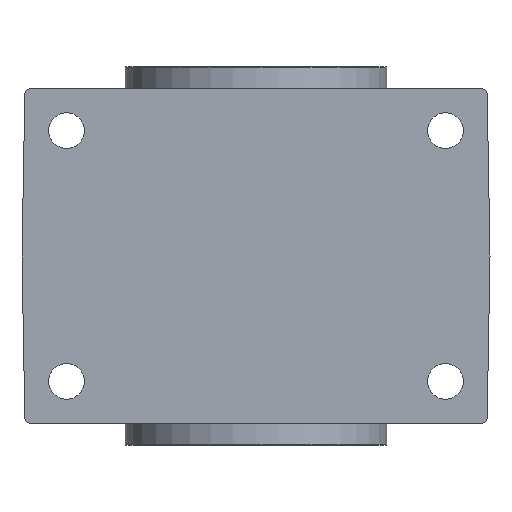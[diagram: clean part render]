
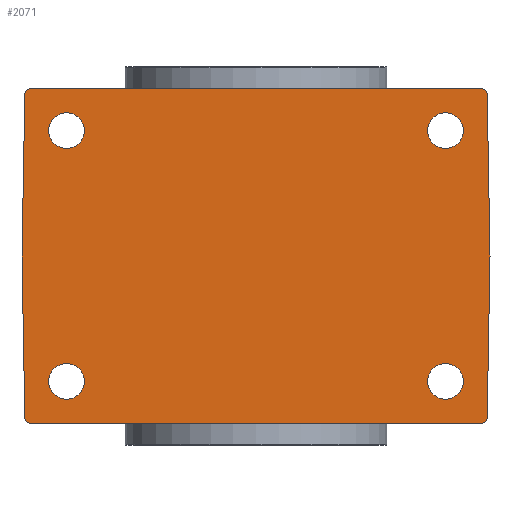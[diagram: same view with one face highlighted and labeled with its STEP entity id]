
A CAD part, front view. The second image highlights one B-rep face of the part: STEP entity #2071.
In plain terms, the highlighted face is planar.
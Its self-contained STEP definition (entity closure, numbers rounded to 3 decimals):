
#76=FACE_BOUND('',#387,.T.);
#77=FACE_BOUND('',#388,.T.);
#78=FACE_BOUND('',#389,.T.);
#79=FACE_BOUND('',#390,.T.);
#118=PLANE('',#2388);
#246=FACE_OUTER_BOUND('',#386,.T.);
#386=EDGE_LOOP('',(#1767,#1768,#1769,#1770,#1771,#1772,#1773,#1774,#1775,
#1776));
#387=EDGE_LOOP('',(#1777));
#388=EDGE_LOOP('',(#1778));
#389=EDGE_LOOP('',(#1779));
#390=EDGE_LOOP('',(#1780));
#478=LINE('',#3614,#594);
#482=LINE('',#3622,#598);
#487=LINE('',#3632,#603);
#492=LINE('',#3692,#608);
#496=LINE('',#3751,#612);
#501=LINE('',#3805,#617);
#594=VECTOR('',#2620,1000.);
#598=VECTOR('',#2626,1000.);
#603=VECTOR('',#2633,1000.);
#608=VECTOR('',#2640,1000.);
#612=VECTOR('',#2646,1000.);
#617=VECTOR('',#2653,1000.);
#734=CIRCLE('',#2247,3.2);
#736=CIRCLE('',#2250,3.2);
#738=CIRCLE('',#2253,3.2);
#740=CIRCLE('',#2256,3.2);
#742=CIRCLE('',#2265,1.);
#744=CIRCLE('',#2268,1.);
#746=CIRCLE('',#2271,1.);
#748=CIRCLE('',#2274,1.);
#890=VERTEX_POINT('',#3586);
#892=VERTEX_POINT('',#3592);
#894=VERTEX_POINT('',#3598);
#896=VERTEX_POINT('',#3604);
#899=VERTEX_POINT('',#3611);
#900=VERTEX_POINT('',#3613);
#902=VERTEX_POINT('',#3620);
#903=VERTEX_POINT('',#3621);
#906=VERTEX_POINT('',#3630);
#907=VERTEX_POINT('',#3631);
#912=VERTEX_POINT('',#3691);
#916=VERTEX_POINT('',#3749);
#917=VERTEX_POINT('',#3750);
#922=VERTEX_POINT('',#3804);
#1080=EDGE_CURVE('',#890,#890,#734,.T.);
#1083=EDGE_CURVE('',#892,#892,#736,.T.);
#1086=EDGE_CURVE('',#894,#894,#738,.T.);
#1089=EDGE_CURVE('',#896,#896,#740,.T.);
#1093=EDGE_CURVE('',#899,#900,#478,.T.);
#1097=EDGE_CURVE('',#902,#903,#482,.T.);
#1102=EDGE_CURVE('',#906,#907,#487,.T.);
#1108=EDGE_CURVE('',#907,#912,#492,.T.);
#1113=EDGE_CURVE('',#916,#917,#496,.T.);
#1119=EDGE_CURVE('',#922,#916,#501,.T.);
#1124=EDGE_CURVE('',#906,#903,#742,.T.);
#1126=EDGE_CURVE('',#902,#917,#744,.T.);
#1128=EDGE_CURVE('',#922,#899,#746,.T.);
#1130=EDGE_CURVE('',#900,#912,#748,.T.);
#1767=ORIENTED_EDGE('',*,*,#1097,.T.);
#1768=ORIENTED_EDGE('',*,*,#1124,.F.);
#1769=ORIENTED_EDGE('',*,*,#1102,.T.);
#1770=ORIENTED_EDGE('',*,*,#1108,.T.);
#1771=ORIENTED_EDGE('',*,*,#1130,.F.);
#1772=ORIENTED_EDGE('',*,*,#1093,.F.);
#1773=ORIENTED_EDGE('',*,*,#1128,.F.);
#1774=ORIENTED_EDGE('',*,*,#1119,.T.);
#1775=ORIENTED_EDGE('',*,*,#1113,.T.);
#1776=ORIENTED_EDGE('',*,*,#1126,.F.);
#1777=ORIENTED_EDGE('',*,*,#1080,.T.);
#1778=ORIENTED_EDGE('',*,*,#1083,.T.);
#1779=ORIENTED_EDGE('',*,*,#1086,.T.);
#1780=ORIENTED_EDGE('',*,*,#1089,.T.);
#2071=ADVANCED_FACE('',(#246,#76,#77,#78,#79),#118,.T.);
#2247=AXIS2_PLACEMENT_3D('',#3587,#2591,#2592);
#2250=AXIS2_PLACEMENT_3D('',#3593,#2598,#2599);
#2253=AXIS2_PLACEMENT_3D('',#3599,#2605,#2606);
#2256=AXIS2_PLACEMENT_3D('',#3605,#2612,#2613);
#2265=AXIS2_PLACEMENT_3D('',#3856,#2659,#2660);
#2268=AXIS2_PLACEMENT_3D('',#3859,#2665,#2666);
#2271=AXIS2_PLACEMENT_3D('',#3862,#2671,#2672);
#2274=AXIS2_PLACEMENT_3D('',#3865,#2677,#2678);
#2388=AXIS2_PLACEMENT_3D('',#4814,#2955,#2956);
#2591=DIRECTION('center_axis',(0.,0.,-1.));
#2592=DIRECTION('ref_axis',(1.,0.,0.));
#2598=DIRECTION('center_axis',(0.,0.,-1.));
#2599=DIRECTION('ref_axis',(1.,0.,0.));
#2605=DIRECTION('center_axis',(0.,0.,-1.));
#2606=DIRECTION('ref_axis',(1.,0.,0.));
#2612=DIRECTION('center_axis',(0.,0.,-1.));
#2613=DIRECTION('ref_axis',(1.,0.,0.));
#2620=DIRECTION('',(1.,0.,0.));
#2626=DIRECTION('',(1.,0.,0.));
#2633=DIRECTION('',(0.017,1.,0.));
#2640=DIRECTION('',(-0.017,1.,0.));
#2646=DIRECTION('',(0.017,-1.,0.));
#2653=DIRECTION('',(-0.017,-1.,0.));
#2659=DIRECTION('center_axis',(0.,0.,-1.));
#2660=DIRECTION('ref_axis',(1.,0.,0.));
#2665=DIRECTION('center_axis',(0.,0.,-1.));
#2666=DIRECTION('ref_axis',(1.,0.,0.));
#2671=DIRECTION('center_axis',(0.,0.,-1.));
#2672=DIRECTION('ref_axis',(1.,0.,0.));
#2677=DIRECTION('center_axis',(0.,0.,-1.));
#2678=DIRECTION('ref_axis',(1.,0.,0.));
#2955=DIRECTION('center_axis',(0.,0.,1.));
#2956=DIRECTION('ref_axis',(1.,0.,0.));
#3586=CARTESIAN_POINT('',(37.2,-22.5,3.5));
#3587=CARTESIAN_POINT('Origin',(34.,-22.5,3.5));
#3592=CARTESIAN_POINT('',(37.2,22.5,3.5));
#3593=CARTESIAN_POINT('Origin',(34.,22.5,3.5));
#3598=CARTESIAN_POINT('',(-30.8,22.5,3.5));
#3599=CARTESIAN_POINT('Origin',(-34.,22.5,3.5));
#3604=CARTESIAN_POINT('',(-30.8,-22.5,3.5));
#3605=CARTESIAN_POINT('Origin',(-34.,-22.5,3.5));
#3611=CARTESIAN_POINT('',(-40.484,30.,3.5));
#3613=CARTESIAN_POINT('',(40.484,30.,3.5));
#3614=CARTESIAN_POINT('',(0.,30.,3.5));
#3620=CARTESIAN_POINT('',(-40.484,-30.,3.5));
#3621=CARTESIAN_POINT('',(40.484,-30.,3.5));
#3622=CARTESIAN_POINT('',(0.,-30.,3.5));
#3630=CARTESIAN_POINT('',(41.483,-29.017,3.5));
#3631=CARTESIAN_POINT('',(41.99,0.,3.5));
#3632=CARTESIAN_POINT('',(41.466,-30.,3.5));
#3691=CARTESIAN_POINT('',(41.483,29.017,3.5));
#3692=CARTESIAN_POINT('',(41.99,0.,3.5));
#3749=CARTESIAN_POINT('',(-41.99,0.,3.5));
#3750=CARTESIAN_POINT('',(-41.483,-29.017,3.5));
#3751=CARTESIAN_POINT('',(-41.99,0.,3.5));
#3804=CARTESIAN_POINT('',(-41.483,29.017,3.5));
#3805=CARTESIAN_POINT('',(-41.466,30.,3.5));
#3856=CARTESIAN_POINT('Origin',(40.484,-29.,3.5));
#3859=CARTESIAN_POINT('Origin',(-40.484,-29.,3.5));
#3862=CARTESIAN_POINT('Origin',(-40.484,29.,3.5));
#3865=CARTESIAN_POINT('Origin',(40.484,29.,3.5));
#4814=CARTESIAN_POINT('Origin',(0.,0.,3.5));
